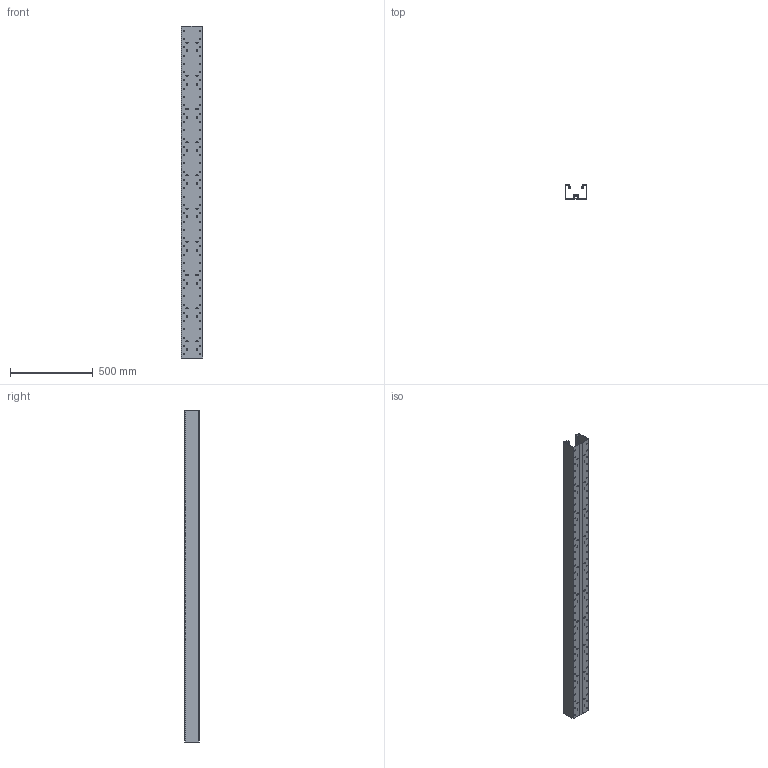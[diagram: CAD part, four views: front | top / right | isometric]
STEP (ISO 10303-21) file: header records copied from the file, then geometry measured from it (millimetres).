
FILE_DESCRIPTION((''),'2;1');
FILE_NAME('BR851301KUN','2022-09-15T10:27:52',('a.koch'),(''),'CREO PARAMETRIC BY PTC INC, 2022162','CREO PARAMETRIC BY PTC INC, 2022162','');
FILE_SCHEMA(('AUTOMOTIVE_DESIGN { 1 0 10303 214 1 1 1 1 }'));
Length unit declared in the file: millimetre
Products named in the file (1): BR851301KUN
Bounding box: 130 x 85 x 2000 mm (x, y, z)
Volume: 2378885.7 mm3; surface area: 1998653.5 mm2
Topology: 1 solids, 1 shells, 700 faces, 2094 edges, 1396 vertices
Faces by surface type: plane 530, cylinder 170
Entity records: 24070 total; most frequent: CARTESIAN_POINT 4192, ORIENTED_EDGE 4188, DIRECTION 3834, EDGE_CURVE 2094, VECTOR 1754, LINE 1754, VERTEX_POINT 1396, AXIS2_PLACEMENT_3D 1040
